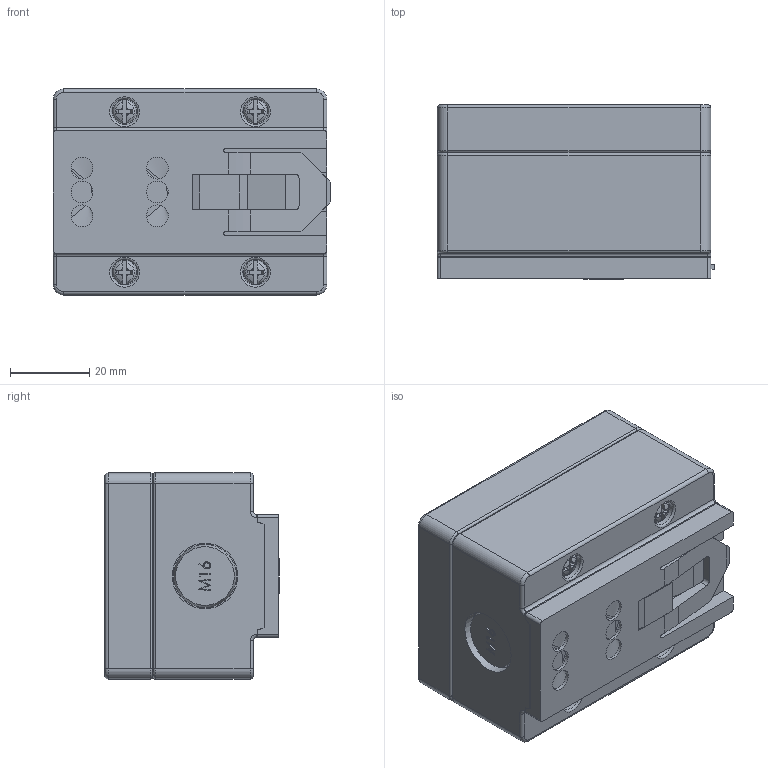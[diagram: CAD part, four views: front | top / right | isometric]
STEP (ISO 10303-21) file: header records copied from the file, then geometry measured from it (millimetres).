
FILE_DESCRIPTION(/* description */ (''),/* implementation_level */ '2;1');
FILE_NAME(/* name */ 'PXD1.stp',/* time_stamp */ '2021-03-04T10:03:57+01:00',/* author */ ('thagel'),/* organization */ (''),/* preprocessor_version */ 'ST-DEVELOPER v17.2',/* originating_system */ 'Autodesk Inventor 2019',/* authorisation */ '');
FILE_SCHEMA (('AUTOMOTIVE_DESIGN { 1 0 10303 214 3 1 1 }'));
Length unit declared in the file: millimetre
Products named in the file (1): PXD1
Bounding box: 70 x 43.95 x 52 mm (x, y, z)
Volume: 86480.2 mm3; surface area: 33406.8 mm2
Topology: 1 solids, 1 shells, 542 faces, 1479 edges, 952 vertices
Faces by surface type: plane 318, cylinder 128, cone 51, torus 28, bspline 9, sphere 8
Full cylindrical faces by diameter (mm): 1.79 x4, 5.5 x6, 6.5 x4, 16.5 x1
Entity records: 17500 total; most frequent: CARTESIAN_POINT 3517, ORIENTED_EDGE 2958, DIRECTION 2919, EDGE_CURVE 1479, AXIS2_PLACEMENT_3D 986, VERTEX_POINT 952, LINE 947, VECTOR 947
